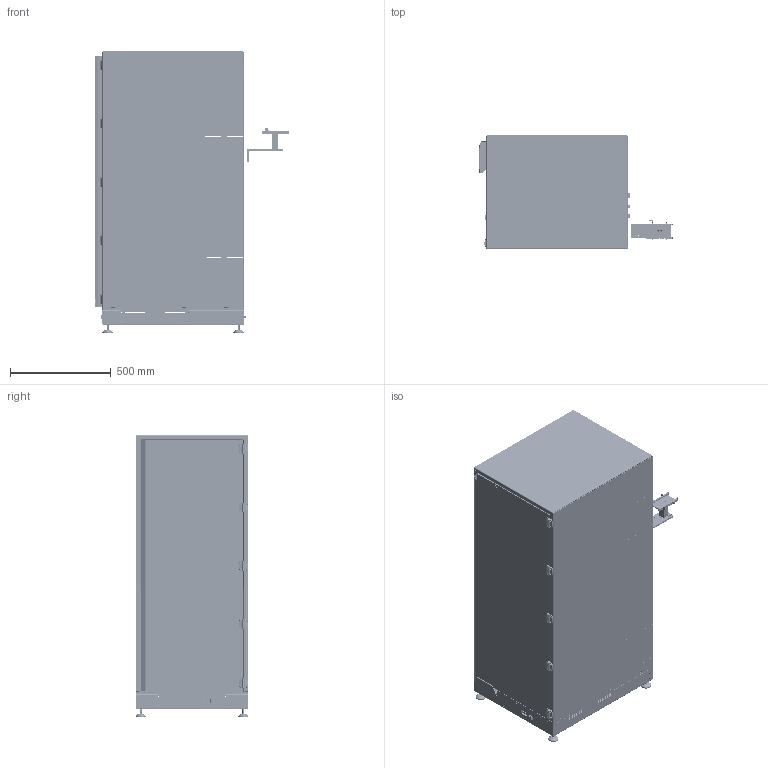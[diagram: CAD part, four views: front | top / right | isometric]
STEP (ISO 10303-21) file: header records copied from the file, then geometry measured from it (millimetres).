
FILE_DESCRIPTION (( 'STEP AP214' ), '1' );
FILE_NAME ('9363000.STEP', '2024-09-25T11:32:55', ( '' ), ( '' ), 'SwSTEP 2.0', 'SolidWorks 2022', '' );
FILE_SCHEMA (( 'AUTOMOTIVE_DESIGN' ));
Length unit declared in the file: millimetre
Products named in the file (1): 9363000
Bounding box: 962.17 x 560.01 x 1398 mm (x, y, z)
Volume: 23050678.3 mm3; surface area: 12566290.3 mm2
Topology: 72 solids, 72 shells, 9071 faces, 24835 edges, 16341 vertices
Faces by surface type: plane 4870, cylinder 3974, cone 135, bspline 74, torus 12, sphere 6
Full cylindrical faces by diameter (mm): 1.5 x3, 1.6 x2, 1.9 x1, 2.05 x4, 2.5 x91, 3.1 x8, 3.2 x8, 3.3 x59, 3.4 x24, 4 x88, 4.2 x82, 4.3 x1, 4.5 x29, 4.7 x8, 5 x11, 5.2 x2, 5.3 x10, 5.5 x3, 6 x17, 6.2 x10, 6.5 x42, 6.8 x13, 7.1 x16, 8 x12, 8.5 x13, 9 x20, 10 x4, 11 x8, 12.5 x4, 14.5 x1
Entity records: 388206 total; most frequent: CARTESIAN_POINT 52689, DIRECTION 49483, ORIENTED_EDGE 47504, EDGE_CURVE 23752, AXIS2_PLACEMENT_3D 16997, VERTEX_POINT 16028, LINE 15489, VECTOR 15489
